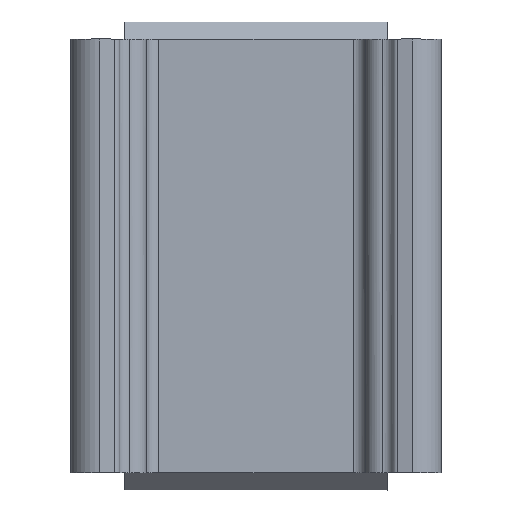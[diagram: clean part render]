
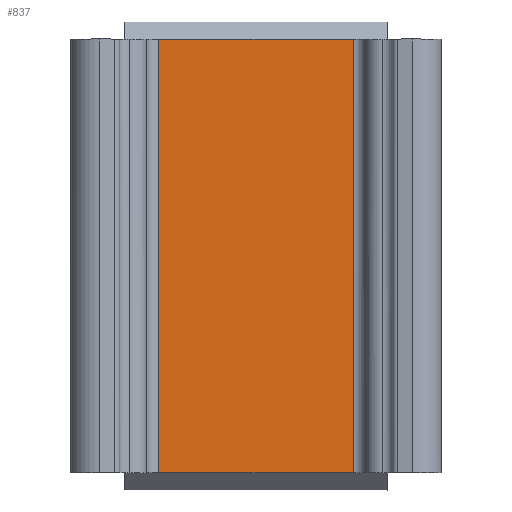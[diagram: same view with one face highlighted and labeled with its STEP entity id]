
A CAD part, top view. The second image highlights one B-rep face of the part: STEP entity #837.
In plain terms, the highlighted planar face has unit normal (0, 0, 1).
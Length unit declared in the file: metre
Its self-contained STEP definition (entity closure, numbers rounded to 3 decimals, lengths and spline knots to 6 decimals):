
#321=DIRECTION('',(0.,-1.,0.));
#322=VECTOR('',#321,0.0076);
#323=CARTESIAN_POINT('',(-0.041775,-0.0082,
0.0006));
#324=LINE('',#323,#322);
#325=DIRECTION('',(1.,0.,0.));
#326=VECTOR('',#325,0.003407);
#327=CARTESIAN_POINT('',(-0.045182,-0.0158,
0.0006));
#328=LINE('',#327,#326);
#329=DIRECTION('',(0.,1.,0.));
#330=VECTOR('',#329,0.0076);
#331=CARTESIAN_POINT('',(-0.045182,-0.0158,
0.0006));
#332=LINE('',#331,#330);
#401=DIRECTION('',(1.,0.,0.));
#402=VECTOR('',#401,0.003407);
#403=CARTESIAN_POINT('',(-0.045182,-0.0082,
0.0006));
#404=LINE('',#403,#402);
#437=CARTESIAN_POINT('',(-0.045182,-0.0158,
0.0006));
#438=CARTESIAN_POINT('',(-0.045182,-0.0082,
0.0006));
#439=VERTEX_POINT('',#437);
#440=VERTEX_POINT('',#438);
#441=CARTESIAN_POINT('',(-0.041775,-0.0158,
0.0006));
#442=VERTEX_POINT('',#441);
#443=CARTESIAN_POINT('',(-0.041775,-0.0082,
0.0006));
#444=VERTEX_POINT('',#443);
#824=CARTESIAN_POINT('',(-0.04118,0.0006,0.0006));
#825=DIRECTION('',(0.,0.,-1.));
#826=DIRECTION('',(-1.,0.,0.));
#827=AXIS2_PLACEMENT_3D('',#824,#825,#826);
#828=PLANE('',#827);
#830=ORIENTED_EDGE('',*,*,#829,.T.);
#832=ORIENTED_EDGE('',*,*,#831,.T.);
#833=ORIENTED_EDGE('',*,*,#816,.T.);
#834=ORIENTED_EDGE('',*,*,#588,.F.);
#835=EDGE_LOOP('',(#830,#832,#833,#834));
#836=FACE_OUTER_BOUND('',#835,.F.);
#588=EDGE_CURVE('',#439,#442,#328,.T.);
#816=EDGE_CURVE('',#444,#442,#324,.T.);
#829=EDGE_CURVE('',#439,#440,#332,.T.);
#831=EDGE_CURVE('',#440,#444,#404,.T.);
#837=ADVANCED_FACE('',(#836),#828,.F.);
